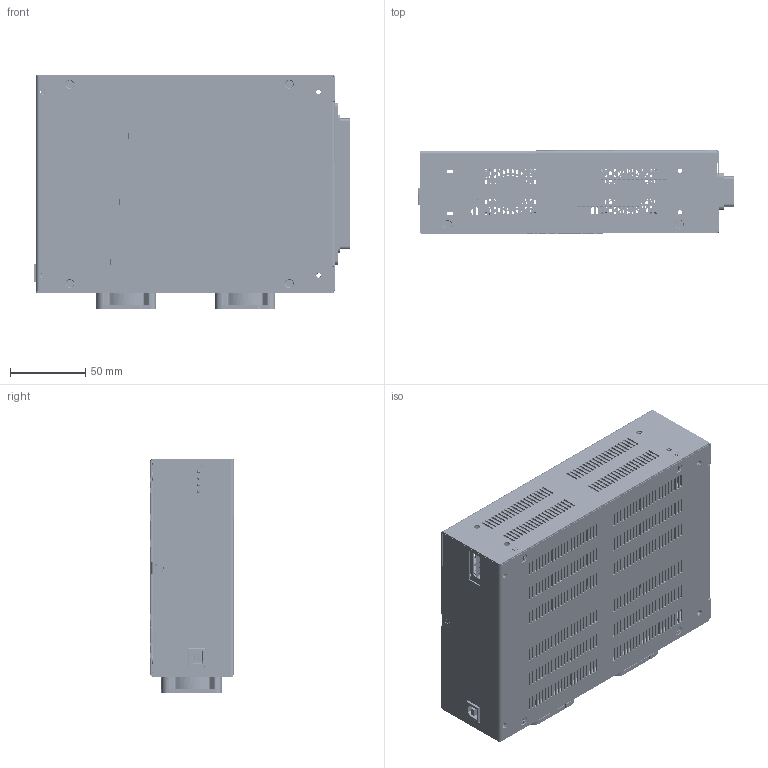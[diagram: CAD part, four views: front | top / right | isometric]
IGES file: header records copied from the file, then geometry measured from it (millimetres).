
Global section: file name: No Iges File Name specified; native system: Autodesk Inventor 2009; preprocessor: AutoDesk Inventor Iges Exporter R2009; author: Leonid Ciunel; date: 20090610.162240; units: millimetre
Bounding box: 209.98 x 55.81 x 156.09 mm (x, y, z)
Volume: 339570.8 mm3; surface area: 549192.5 mm2
Topology: 47 solids, 47 shells, 10730 faces, 30088 edges, 19408 vertices
Faces by surface type: plane 8213, bspline 1663, revolution 492, cylinder 220, torus 84, sphere 40, cone 18
